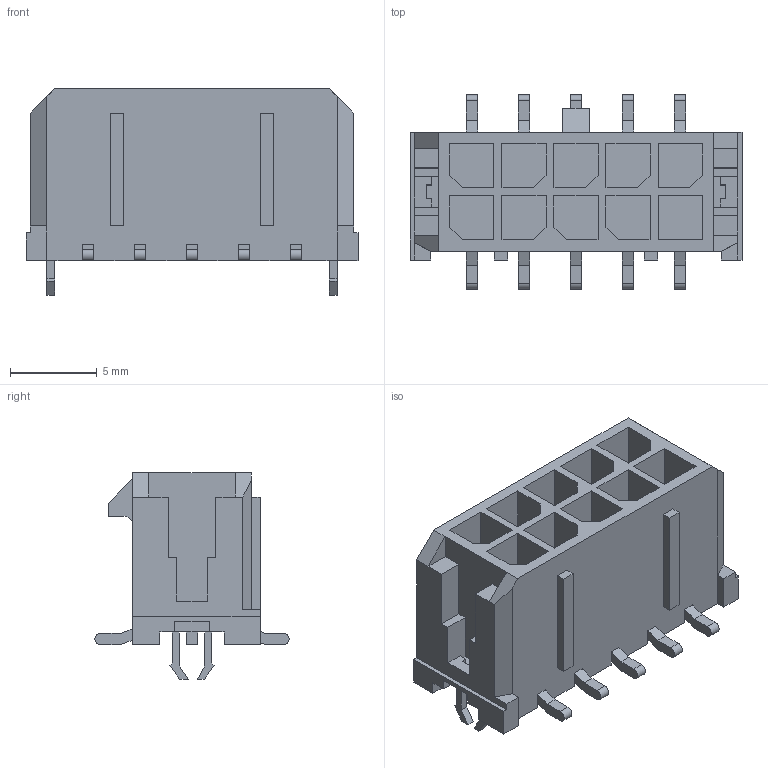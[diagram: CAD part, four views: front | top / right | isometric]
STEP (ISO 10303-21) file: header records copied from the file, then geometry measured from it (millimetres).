
FILE_DESCRIPTION((''),'2;1');
FILE_NAME('430451016','2012-06-27T',('gga'),(''),'PRO/ENGINEER BY PARAMETRIC TECHNOLOGY CORPORATION, 2011490','PRO/ENGINEER BY PARAMETRIC TECHNOLOGY CORPORATION, 2011490','');
FILE_SCHEMA(('CONFIG_CONTROL_DESIGN'));
Length unit declared in the file: millimetre
Products named in the file (1): 430451016
Bounding box: 19.15 x 11.2 x 11.91 mm (x, y, z)
Volume: 752.6 mm3; surface area: 1616.7 mm2
Topology: 1 solids, 1 shells, 341 faces, 979 edges, 649 vertices
Faces by surface type: plane 330, cylinder 11
Entity records: 10842 total; most frequent: CARTESIAN_POINT 1915, ORIENTED_EDGE 1852, DIRECTION 1689, VECTOR 953, LINE 953, EDGE_CURVE 926, VERTEX_POINT 594, AXIS2_PLACEMENT_3D 368
